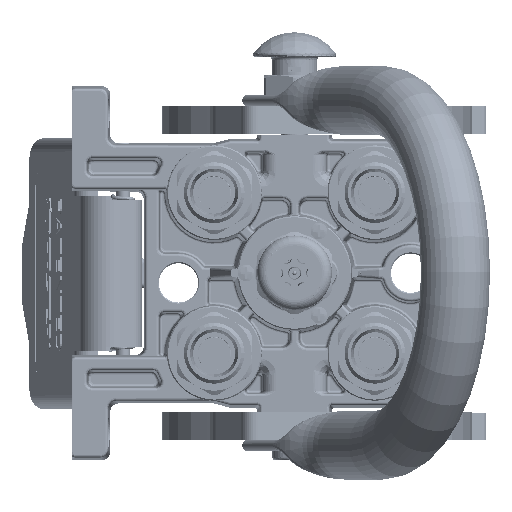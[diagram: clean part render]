
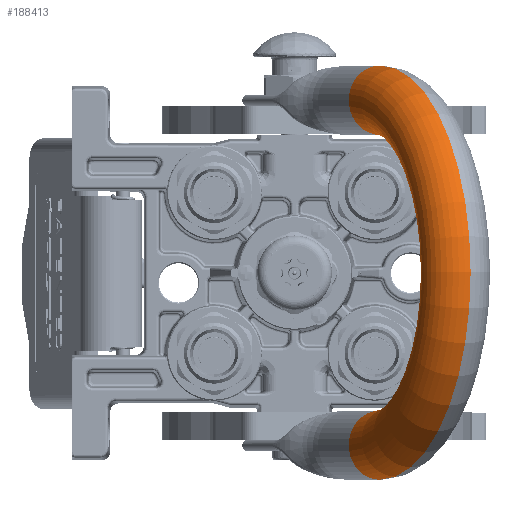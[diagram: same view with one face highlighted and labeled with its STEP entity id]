
A CAD part, top view. The second image highlights one B-rep face of the part: STEP entity #188413.
In plain terms, the highlighted toroidal (fillet/blend) face has major radius 62.25 mm and minor radius 12.5 mm.
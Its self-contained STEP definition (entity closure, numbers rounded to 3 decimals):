
#592 = CARTESIAN_POINT ( 'NONE',  ( 0., 0., 25.25 ) ) ;
#5925 = ORIENTED_EDGE ( 'NONE', *, *, #136639, .T. ) ;
#9005 = TOROIDAL_SURFACE ( 'NONE', #46804, 62.25, 12.5 ) ;
#16645 = DIRECTION ( 'NONE',  ( -1., 0., 0. ) ) ;
#20720 = ORIENTED_EDGE ( 'NONE', *, *, #173248, .F. ) ;
#21100 = DIRECTION ( 'NONE',  ( 1., 0., 0. ) ) ;
#34443 = VERTEX_POINT ( 'NONE', #103866 ) ;
#43677 = AXIS2_PLACEMENT_3D ( 'NONE', #157684, #62212, #173684 ) ;
#46804 = AXIS2_PLACEMENT_3D ( 'NONE', #51844, #52526, #21100 ) ;
#51844 = CARTESIAN_POINT ( 'NONE',  ( 0., 0., 25.25 ) ) ;
#52526 = DIRECTION ( 'NONE',  ( 0., 1., 0. ) ) ;
#56794 = CARTESIAN_POINT ( 'NONE',  ( -62.25, 0., 25.25 ) ) ;
#57467 = CIRCLE ( 'NONE', #43677, 12.5 ) ;
#59444 = CIRCLE ( 'NONE', #111574, 12.5 ) ;
#62212 = DIRECTION ( 'NONE',  ( 0., 0., -1. ) ) ;
#65531 = DIRECTION ( 'NONE',  ( 0., 1., 0. ) ) ;
#70758 = VERTEX_POINT ( 'NONE', #94571 ) ;
#71513 = EDGE_LOOP ( 'NONE', ( #97279, #20720, #141585, #5925 ) ) ;
#71550 = VERTEX_POINT ( 'NONE', #84547 ) ;
#73873 = CARTESIAN_POINT ( 'NONE',  ( 74.75, 0., 25.25 ) ) ;
#84547 = CARTESIAN_POINT ( 'NONE',  ( -74.75, 0., 25.25 ) ) ;
#93386 = CIRCLE ( 'NONE', #159759, 74.75 ) ;
#94571 = CARTESIAN_POINT ( 'NONE',  ( -49.75, 0., 25.25 ) ) ;
#97279 = ORIENTED_EDGE ( 'NONE', *, *, #137236, .T. ) ;
#100911 = AXIS2_PLACEMENT_3D ( 'NONE', #197550, #151413, #166019 ) ;
#103866 = CARTESIAN_POINT ( 'NONE',  ( 49.75, 0., 25.25 ) ) ;
#111574 = AXIS2_PLACEMENT_3D ( 'NONE', #56794, #151581, #185060 ) ;
#133533 = FACE_OUTER_BOUND ( 'NONE', #71513, .T. ) ;
#136639 = EDGE_CURVE ( 'NONE', #71550, #70758, #59444, .T. ) ;
#137236 = EDGE_CURVE ( 'NONE', #70758, #34443, #151626, .T. ) ;
#141585 = ORIENTED_EDGE ( 'NONE', *, *, #205410, .F. ) ;
#151413 = DIRECTION ( 'NONE',  ( 0., 1., 0. ) ) ;
#151581 = DIRECTION ( 'NONE',  ( 0., 0., 1. ) ) ;
#151626 = CIRCLE ( 'NONE', #100911, 49.75 ) ;
#157684 = CARTESIAN_POINT ( 'NONE',  ( 62.25, 0., 25.25 ) ) ;
#159759 = AXIS2_PLACEMENT_3D ( 'NONE', #592, #65531, #16645 ) ;
#163650 = VERTEX_POINT ( 'NONE', #73873 ) ;
#166019 = DIRECTION ( 'NONE',  ( -1., 0., 0. ) ) ;
#173248 = EDGE_CURVE ( 'NONE', #163650, #34443, #57467, .T. ) ;
#173684 = DIRECTION ( 'NONE',  ( 1., 0., 0. ) ) ;
#185060 = DIRECTION ( 'NONE',  ( -1., 0., 0. ) ) ;
#188413 = ADVANCED_FACE ( 'NONE', ( #133533 ), #9005, .T. ) ;
#197550 = CARTESIAN_POINT ( 'NONE',  ( 0., 0., 25.25 ) ) ;
#205410 = EDGE_CURVE ( 'NONE', #71550, #163650, #93386, .T. ) ;
